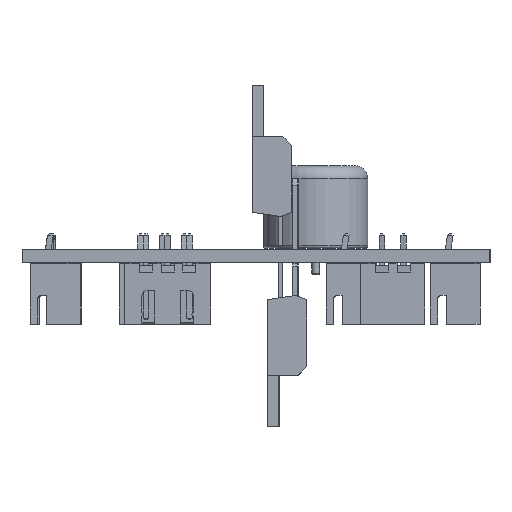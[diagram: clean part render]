
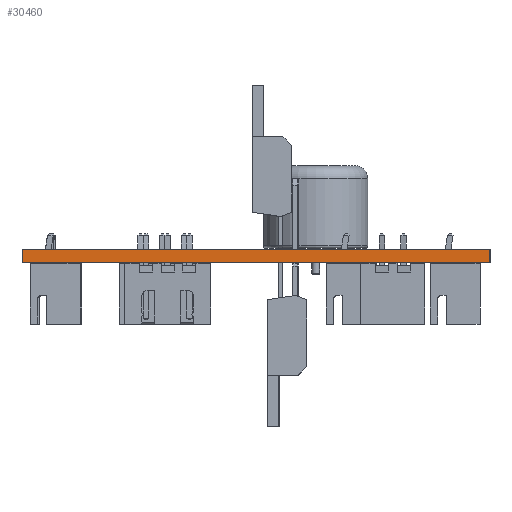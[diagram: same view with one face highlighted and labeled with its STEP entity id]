
A CAD part, left-side view. The second image highlights one B-rep face of the part: STEP entity #30460.
In plain terms, the highlighted planar face has unit normal (-1, 0, 0).
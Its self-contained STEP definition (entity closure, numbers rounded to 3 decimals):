
#30279 = PLANE('',#30280);
#30280 = AXIS2_PLACEMENT_3D('',#30281,#30282,#30283);
#30281 = CARTESIAN_POINT('',(224.79,-135.128,0.));
#30282 = DIRECTION('',(0.,-1.,0.));
#30283 = DIRECTION('',(-1.,0.,0.));
#30304 = VERTEX_POINT('',#30305);
#30305 = CARTESIAN_POINT('',(155.956,-135.128,1.6));
#30319 = PLANE('',#30320);
#30320 = AXIS2_PLACEMENT_3D('',#30321,#30322,#30323);
#30321 = CARTESIAN_POINT('',(190.373,-108.204,1.6));
#30322 = DIRECTION('',(-0.,-0.,-1.));
#30323 = DIRECTION('',(-1.,0.,0.));
#30331 = EDGE_CURVE('',#30332,#30304,#30334,.T.);
#30332 = VERTEX_POINT('',#30333);
#30333 = CARTESIAN_POINT('',(155.956,-135.128,0.));
#30334 = SURFACE_CURVE('',#30335,(#30339,#30346),.PCURVE_S1.);
#30335 = LINE('',#30336,#30337);
#30336 = CARTESIAN_POINT('',(155.956,-135.128,0.));
#30337 = VECTOR('',#30338,1.);
#30338 = DIRECTION('',(0.,0.,1.));
#30339 = PCURVE('',#30279,#30340);
#30340 = DEFINITIONAL_REPRESENTATION('',(#30341),#30345);
#30341 = LINE('',#30342,#30343);
#30342 = CARTESIAN_POINT('',(68.834,0.));
#30343 = VECTOR('',#30344,1.);
#30344 = DIRECTION('',(0.,-1.));
#30345 = ( GEOMETRIC_REPRESENTATION_CONTEXT(2) 
PARAMETRIC_REPRESENTATION_CONTEXT() REPRESENTATION_CONTEXT('2D SPACE',''
  ) );
#30346 = PCURVE('',#30347,#30352);
#30347 = PLANE('',#30348);
#30348 = AXIS2_PLACEMENT_3D('',#30349,#30350,#30351);
#30349 = CARTESIAN_POINT('',(155.956,-135.128,0.));
#30350 = DIRECTION('',(-1.,0.,0.));
#30351 = DIRECTION('',(0.,1.,0.));
#30352 = DEFINITIONAL_REPRESENTATION('',(#30353),#30357);
#30353 = LINE('',#30354,#30355);
#30354 = CARTESIAN_POINT('',(0.,0.));
#30355 = VECTOR('',#30356,1.);
#30356 = DIRECTION('',(0.,-1.));
#30357 = ( GEOMETRIC_REPRESENTATION_CONTEXT(2) 
PARAMETRIC_REPRESENTATION_CONTEXT() REPRESENTATION_CONTEXT('2D SPACE',''
  ) );
#30373 = PLANE('',#30374);
#30374 = AXIS2_PLACEMENT_3D('',#30375,#30376,#30377);
#30375 = CARTESIAN_POINT('',(190.373,-108.204,0.));
#30376 = DIRECTION('',(-0.,-0.,-1.));
#30377 = DIRECTION('',(-1.,0.,0.));
#30406 = PLANE('',#30407);
#30407 = AXIS2_PLACEMENT_3D('',#30408,#30409,#30410);
#30408 = CARTESIAN_POINT('',(155.956,-81.28,0.));
#30409 = DIRECTION('',(0.,1.,0.));
#30410 = DIRECTION('',(1.,0.,0.));
#30460 = ADVANCED_FACE('',(#30461),#30347,.T.);
#30461 = FACE_BOUND('',#30462,.T.);
#30462 = EDGE_LOOP('',(#30463,#30464,#30487,#30510));
#30463 = ORIENTED_EDGE('',*,*,#30331,.T.);
#30464 = ORIENTED_EDGE('',*,*,#30465,.T.);
#30465 = EDGE_CURVE('',#30304,#30466,#30468,.T.);
#30466 = VERTEX_POINT('',#30467);
#30467 = CARTESIAN_POINT('',(155.956,-81.28,1.6));
#30468 = SURFACE_CURVE('',#30469,(#30473,#30480),.PCURVE_S1.);
#30469 = LINE('',#30470,#30471);
#30470 = CARTESIAN_POINT('',(155.956,-135.128,1.6));
#30471 = VECTOR('',#30472,1.);
#30472 = DIRECTION('',(0.,1.,0.));
#30473 = PCURVE('',#30347,#30474);
#30474 = DEFINITIONAL_REPRESENTATION('',(#30475),#30479);
#30475 = LINE('',#30476,#30477);
#30476 = CARTESIAN_POINT('',(0.,-1.6));
#30477 = VECTOR('',#30478,1.);
#30478 = DIRECTION('',(1.,0.));
#30479 = ( GEOMETRIC_REPRESENTATION_CONTEXT(2) 
PARAMETRIC_REPRESENTATION_CONTEXT() REPRESENTATION_CONTEXT('2D SPACE',''
  ) );
#30480 = PCURVE('',#30319,#30481);
#30481 = DEFINITIONAL_REPRESENTATION('',(#30482),#30486);
#30482 = LINE('',#30483,#30484);
#30483 = CARTESIAN_POINT('',(34.417,-26.924));
#30484 = VECTOR('',#30485,1.);
#30485 = DIRECTION('',(0.,1.));
#30486 = ( GEOMETRIC_REPRESENTATION_CONTEXT(2) 
PARAMETRIC_REPRESENTATION_CONTEXT() REPRESENTATION_CONTEXT('2D SPACE',''
  ) );
#30487 = ORIENTED_EDGE('',*,*,#30488,.F.);
#30488 = EDGE_CURVE('',#30489,#30466,#30491,.T.);
#30489 = VERTEX_POINT('',#30490);
#30490 = CARTESIAN_POINT('',(155.956,-81.28,0.));
#30491 = SURFACE_CURVE('',#30492,(#30496,#30503),.PCURVE_S1.);
#30492 = LINE('',#30493,#30494);
#30493 = CARTESIAN_POINT('',(155.956,-81.28,0.));
#30494 = VECTOR('',#30495,1.);
#30495 = DIRECTION('',(0.,0.,1.));
#30496 = PCURVE('',#30347,#30497);
#30497 = DEFINITIONAL_REPRESENTATION('',(#30498),#30502);
#30498 = LINE('',#30499,#30500);
#30499 = CARTESIAN_POINT('',(53.848,0.));
#30500 = VECTOR('',#30501,1.);
#30501 = DIRECTION('',(0.,-1.));
#30502 = ( GEOMETRIC_REPRESENTATION_CONTEXT(2) 
PARAMETRIC_REPRESENTATION_CONTEXT() REPRESENTATION_CONTEXT('2D SPACE',''
  ) );
#30503 = PCURVE('',#30406,#30504);
#30504 = DEFINITIONAL_REPRESENTATION('',(#30505),#30509);
#30505 = LINE('',#30506,#30507);
#30506 = CARTESIAN_POINT('',(0.,0.));
#30507 = VECTOR('',#30508,1.);
#30508 = DIRECTION('',(0.,-1.));
#30509 = ( GEOMETRIC_REPRESENTATION_CONTEXT(2) 
PARAMETRIC_REPRESENTATION_CONTEXT() REPRESENTATION_CONTEXT('2D SPACE',''
  ) );
#30510 = ORIENTED_EDGE('',*,*,#30511,.F.);
#30511 = EDGE_CURVE('',#30332,#30489,#30512,.T.);
#30512 = SURFACE_CURVE('',#30513,(#30517,#30524),.PCURVE_S1.);
#30513 = LINE('',#30514,#30515);
#30514 = CARTESIAN_POINT('',(155.956,-135.128,0.));
#30515 = VECTOR('',#30516,1.);
#30516 = DIRECTION('',(0.,1.,0.));
#30517 = PCURVE('',#30347,#30518);
#30518 = DEFINITIONAL_REPRESENTATION('',(#30519),#30523);
#30519 = LINE('',#30520,#30521);
#30520 = CARTESIAN_POINT('',(0.,0.));
#30521 = VECTOR('',#30522,1.);
#30522 = DIRECTION('',(1.,0.));
#30523 = ( GEOMETRIC_REPRESENTATION_CONTEXT(2) 
PARAMETRIC_REPRESENTATION_CONTEXT() REPRESENTATION_CONTEXT('2D SPACE',''
  ) );
#30524 = PCURVE('',#30373,#30525);
#30525 = DEFINITIONAL_REPRESENTATION('',(#30526),#30530);
#30526 = LINE('',#30527,#30528);
#30527 = CARTESIAN_POINT('',(34.417,-26.924));
#30528 = VECTOR('',#30529,1.);
#30529 = DIRECTION('',(0.,1.));
#30530 = ( GEOMETRIC_REPRESENTATION_CONTEXT(2) 
PARAMETRIC_REPRESENTATION_CONTEXT() REPRESENTATION_CONTEXT('2D SPACE',''
  ) );
